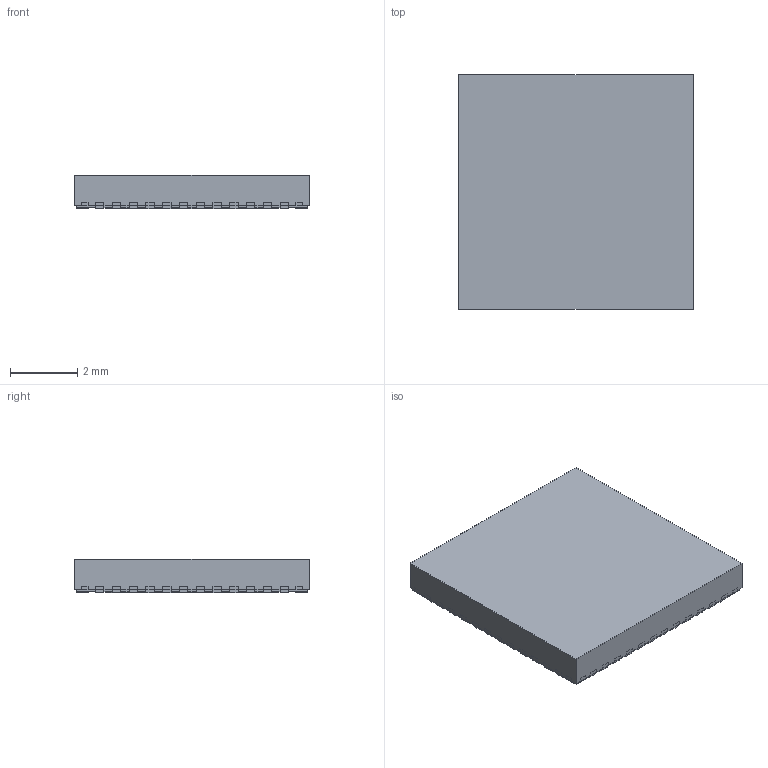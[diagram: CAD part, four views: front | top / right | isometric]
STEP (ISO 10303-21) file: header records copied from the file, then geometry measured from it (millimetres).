
FILE_DESCRIPTION((''),'2;1');
FILE_NAME('RGZ0048N_ASM','2017-03-14T',('a0412086'),(''),'CREO PARAMETRIC BY PTC INC, 2016050','CREO PARAMETRIC BY PTC INC, 2016050','');
FILE_SCHEMA(('AUTOMOTIVE_DESIGN { 1 0 10303 214 1 1 1 1 }'));
Length unit declared in the file: millimetre
Products named in the file (4): BODY-QFN_AF0; FRAME-RGZ0048N_AF0; PIN1-ID; RGZ0048N_ASM
Assembly tree (3 placements, depth 2):
  RGZ0048N_ASM
    BODY-QFN_AF0
    FRAME-RGZ0048N_AF0
    PIN1-ID
Bounding box: 7 x 7 x 1 mm (x, y, z)
Volume: 48.4 mm3; surface area: 248 mm2
Topology: 54 solids, 54 shells, 769 faces, 1982 edges, 1316 vertices
Faces by surface type: plane 673, cylinder 96
Entity records: 30110 total; most frequent: CARTESIAN_POINT 4081, ORIENTED_EDGE 3964, DIRECTION 3726, PRESENTATION_STYLE_ASSIGNMENT 2085, STYLED_ITEM 2036, CURVE_STYLE 1982, EDGE_CURVE 1982, VECTOR 1790
